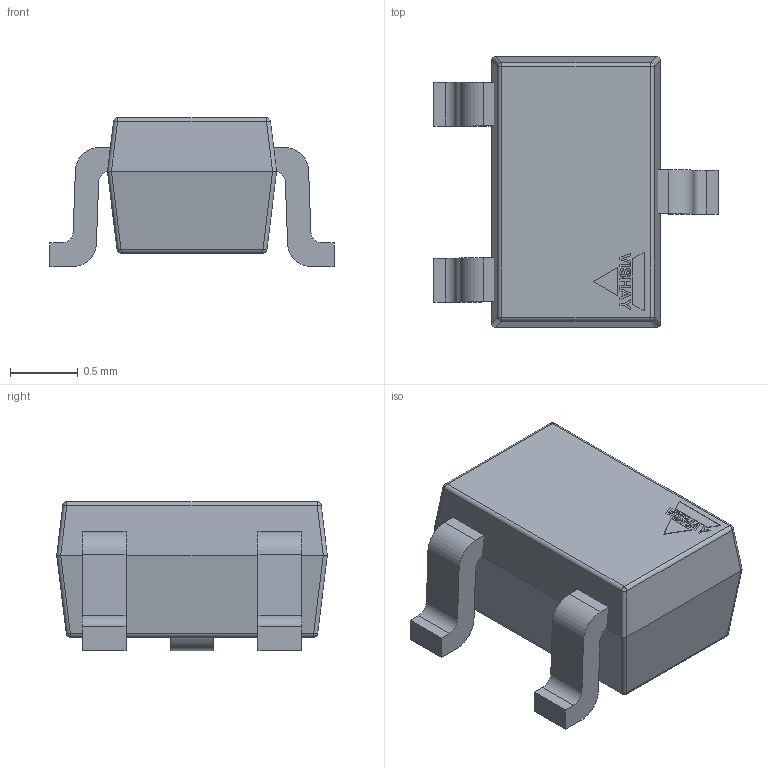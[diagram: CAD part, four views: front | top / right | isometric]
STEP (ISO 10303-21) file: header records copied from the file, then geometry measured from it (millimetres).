
FILE_DESCRIPTION(/* description */ (''),/* implementation_level */ '2;1');
FILE_NAME(/* name */ 'Vishay SI1308EDL-T1-GE3 - SC-70-3.stp',/* time_stamp */ '2019-08-07T00:59:07-04:00',/* author */ ('Ricardo'),/* organization */ (''),/* preprocessor_version */ 'ST-DEVELOPER v18',/* originating_system */ 'Autodesk Inventor 2020',/* authorisation */ '');
FILE_SCHEMA (('AUTOMOTIVE_DESIGN { 1 0 10303 214 3 1 1 }'));
Length unit declared in the file: millimetre
Products named in the file (4): Vishay SI1308EDL-T1-GE3 - SC-70-3; body; terminals; logo
Assembly tree (3 placements, depth 2):
  Vishay SI1308EDL-T1-GE3 - SC-70-3
    body
    terminals
    logo
Bounding box: 2.1 x 2 x 1.1 mm (x, y, z)
Volume: 2.5 mm3; surface area: 14.7 mm2
Topology: 12 solids, 12 shells, 159 faces, 373 edges, 238 vertices
Faces by surface type: plane 108, cylinder 28, bspline 15, sphere 8
Entity records: 4701 total; most frequent: CARTESIAN_POINT 964, ORIENTED_EDGE 746, DIRECTION 697, EDGE_CURVE 373, LINE 291, VECTOR 291, VERTEX_POINT 238, AXIS2_PLACEMENT_3D 203
